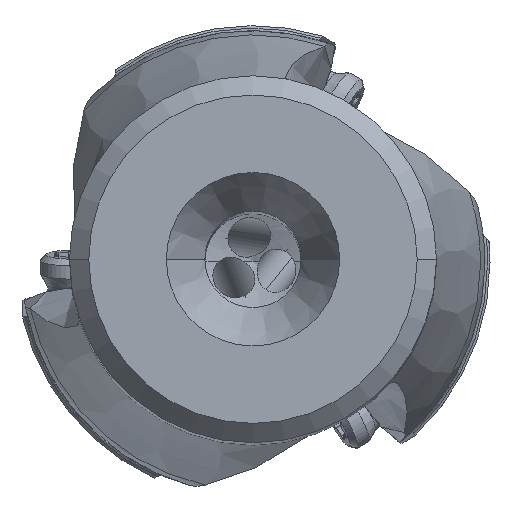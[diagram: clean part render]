
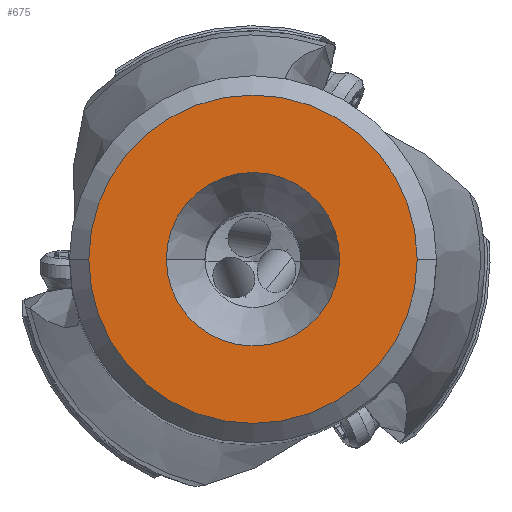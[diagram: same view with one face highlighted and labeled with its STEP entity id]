
A CAD part, top view. The second image highlights one B-rep face of the part: STEP entity #675.
In plain terms, the highlighted planar face has unit normal (0, 0, 1).
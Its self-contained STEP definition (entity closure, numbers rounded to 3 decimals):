
#675=ADVANCED_FACE('',(#886,#887),#861,.T.);
#861=PLANE('',#6029);
#886=FACE_BOUND('',#1043,.T.);
#887=FACE_BOUND('',#1044,.T.);
#1043=EDGE_LOOP('',(#2932,#2933));
#1044=EDGE_LOOP('',(#2934,#2935));
#1798=CIRCLE('',#6021,8.525);
#1799=CIRCLE('',#6023,8.525);
#1801=CIRCLE('',#6027,4.5);
#1802=CIRCLE('',#6028,4.5);
#2932=ORIENTED_EDGE('',*,*,#4815,.F.);
#2933=ORIENTED_EDGE('',*,*,#4817,.F.);
#2934=ORIENTED_EDGE('',*,*,#4819,.F.);
#2935=ORIENTED_EDGE('',*,*,#4820,.F.);
#4076=VERTEX_POINT('',#12272);
#4077=VERTEX_POINT('',#12274);
#4078=VERTEX_POINT('',#12282);
#4079=VERTEX_POINT('',#12283);
#4815=EDGE_CURVE('',#4076,#4077,#1798,.T.);
#4817=EDGE_CURVE('',#4077,#4076,#1799,.T.);
#4819=EDGE_CURVE('',#4078,#4079,#1801,.T.);
#4820=EDGE_CURVE('',#4079,#4078,#1802,.T.);
#6021=AXIS2_PLACEMENT_3D('',#12273,#7094,#7095);
#6023=AXIS2_PLACEMENT_3D('',#12277,#7099,#7100);
#6027=AXIS2_PLACEMENT_3D('',#12281,#7107,#7108);
#6028=AXIS2_PLACEMENT_3D('',#12284,#7109,#7110);
#6029=AXIS2_PLACEMENT_3D('',#12285,#7111,#7112);
#7094=DIRECTION('',(0.,0.,-1.));
#7095=DIRECTION('',(-1.,0.,0.));
#7099=DIRECTION('',(0.,0.,-1.));
#7100=DIRECTION('',(1.,0.,0.));
#7107=DIRECTION('',(0.,0.,1.));
#7108=DIRECTION('',(-1.,0.,0.));
#7109=DIRECTION('',(0.,0.,1.));
#7110=DIRECTION('',(1.,0.,0.));
#7111=DIRECTION('',(0.,0.,1.));
#7112=DIRECTION('',(1.,0.,0.));
#12272=CARTESIAN_POINT('',(-8.525,0.,0.));
#12273=CARTESIAN_POINT('',(0.,0.,0.));
#12274=CARTESIAN_POINT('',(8.525,0.,0.));
#12277=CARTESIAN_POINT('',(0.,0.,0.));
#12281=CARTESIAN_POINT('',(0.,0.,0.));
#12282=CARTESIAN_POINT('',(-4.5,0.,0.));
#12283=CARTESIAN_POINT('',(4.5,0.,0.));
#12284=CARTESIAN_POINT('',(0.,0.,0.));
#12285=CARTESIAN_POINT('',(0.,0.,0.));
